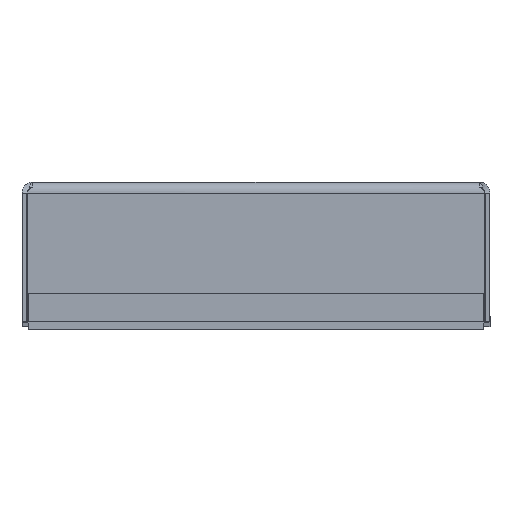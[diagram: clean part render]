
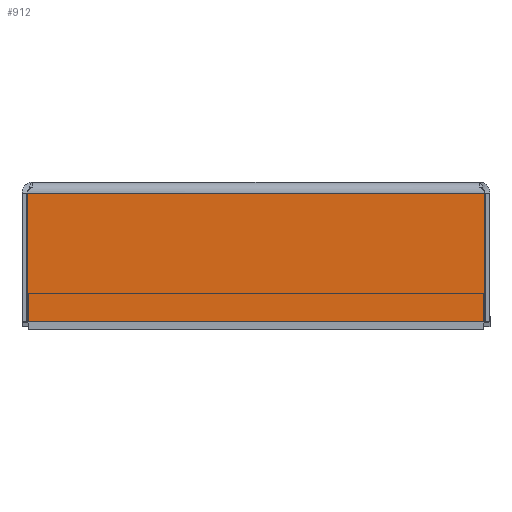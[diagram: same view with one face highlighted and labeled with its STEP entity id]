
A CAD part, front view. The second image highlights one B-rep face of the part: STEP entity #912.
In plain terms, the highlighted planar face has unit normal (0, -1, 0).
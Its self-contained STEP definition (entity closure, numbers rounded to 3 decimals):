
#101=FACE_OUTER_BOUND($,#148,.T.);
#148=EDGE_LOOP($,(#693,#694,#695,#696));
#236=LINE($,#1393,#326);
#246=LINE($,#1429,#336);
#251=LINE($,#1491,#341);
#253=LINE($,#1494,#343);
#326=VECTOR($,#1111,75.329);
#336=VECTOR($,#1125,21.2);
#341=VECTOR($,#1132,21.2);
#343=VECTOR($,#1136,75.329);
#404=VERTEX_POINT($,#1391);
#405=VERTEX_POINT($,#1392);
#415=VERTEX_POINT($,#1428);
#417=VERTEX_POINT($,#1490);
#496=EDGE_CURVE($,#404,#405,#236,.T.);
#508=EDGE_CURVE($,#415,#405,#246,.T.);
#515=EDGE_CURVE($,#404,#417,#251,.T.);
#517=EDGE_CURVE($,#417,#415,#253,.T.);
#693=ORIENTED_EDGE($,*,*,#496,.T.);
#694=ORIENTED_EDGE($,*,*,#508,.F.);
#695=ORIENTED_EDGE($,*,*,#517,.F.);
#696=ORIENTED_EDGE($,*,*,#515,.F.);
#813=PLANE($,#970);
#912=ADVANCED_FACE($,(#101),#813,.T.);
#970=AXIS2_PLACEMENT_3D($,#1496,#1138,#1139);
#1111=DIRECTION($,(-1.,0.,0.));
#1125=DIRECTION($,(0.,0.,1.));
#1132=DIRECTION($,(0.,0.,-1.));
#1136=DIRECTION($,(-1.,0.,0.));
#1138=DIRECTION('center_axis',(0.,-1.,0.));
#1139=DIRECTION('ref_axis',(0.,0.,
1.));
#1391=CARTESIAN_POINT('',(37.665,-126.8,19.5));
#1392=CARTESIAN_POINT('',(-37.665,-126.8,19.5));
#1393=CARTESIAN_POINT($,(0.,-126.8,19.5));
#1428=CARTESIAN_POINT('',(-37.665,-126.8,-1.7));
#1429=CARTESIAN_POINT($,(-37.665,-126.8,19.5));
#1490=CARTESIAN_POINT('',(37.665,-126.8,-1.7));
#1491=CARTESIAN_POINT($,(37.665,-126.8,19.5));
#1494=CARTESIAN_POINT($,(37.665,-126.8,-1.7));
#1496=CARTESIAN_POINT('Origin',(0.,-126.8,
186.834));
